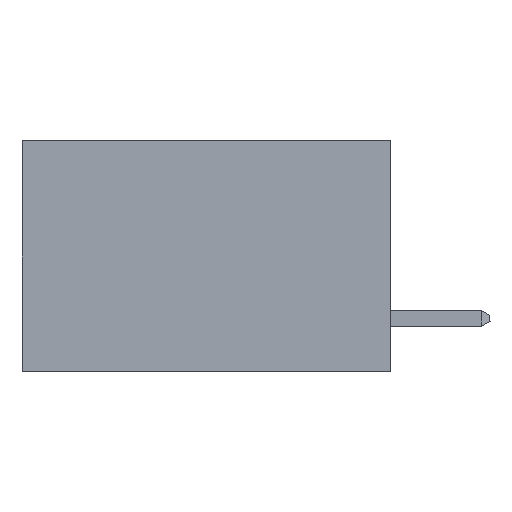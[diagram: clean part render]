
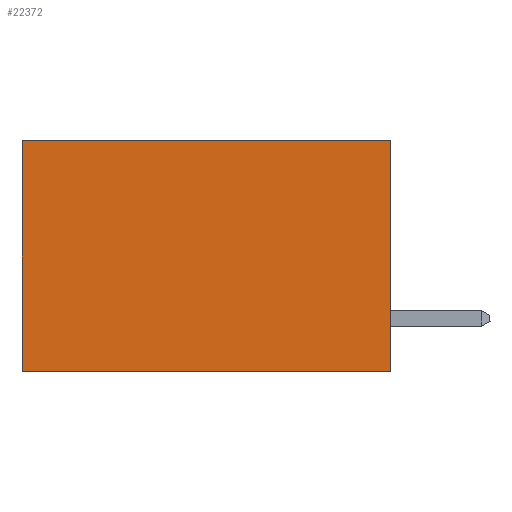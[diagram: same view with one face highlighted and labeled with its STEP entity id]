
A CAD part, left-side view. The second image highlights one B-rep face of the part: STEP entity #22372.
In plain terms, the highlighted planar face has unit normal (-1, 0, 0).
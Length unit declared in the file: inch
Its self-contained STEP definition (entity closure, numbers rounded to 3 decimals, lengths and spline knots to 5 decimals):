
#541 = FACE_OUTER_BOUND ( 'NONE', #3889, .T. ) ;
#2810 = ORIENTED_EDGE ( 'NONE', *, *, #15722, .T. ) ;
#3889 = EDGE_LOOP ( 'NONE', ( #2810, #21252, #10315, #28551 ) ) ;
#3999 = CARTESIAN_POINT ( 'NONE',  ( 0.277, 0.59, 0. ) ) ;
#4067 = CARTESIAN_POINT ( 'NONE',  ( 0.277, 0.59, -0.37 ) ) ;
#5159 = LINE ( 'NONE', #13344, #32155 ) ;
#10315 = ORIENTED_EDGE ( 'NONE', *, *, #31022, .F. ) ;
#10672 = DIRECTION ( 'NONE',  ( 0., 1., 0. ) ) ;
#11409 = VECTOR ( 'NONE', #28876, 39.37008 ) ;
#12092 = EDGE_CURVE ( 'NONE', #25173, #29610, #19067, .T. ) ;
#13344 = CARTESIAN_POINT ( 'NONE',  ( 0.277, 0.59, -0.37 ) ) ;
#15292 = PLANE ( 'NONE',  #21342 ) ;
#15412 = DIRECTION ( 'NONE',  ( 1., 0., 0. ) ) ;
#15722 = EDGE_CURVE ( 'NONE', #29610, #28482, #5159, .T. ) ;
#17173 = LINE ( 'NONE', #23442, #23161 ) ;
#19067 = LINE ( 'NONE', #26342, #11409 ) ;
#21252 = ORIENTED_EDGE ( 'NONE', *, *, #30703, .F. ) ;
#21342 = AXIS2_PLACEMENT_3D ( 'NONE', #23009, #15412, #32977 ) ;
#22372 = ADVANCED_FACE ( 'NONE', ( #541 ), #15292, .F. ) ;
#22789 = CARTESIAN_POINT ( 'NONE',  ( 0.277, 0., -0.37 ) ) ;
#23009 = CARTESIAN_POINT ( 'NONE',  ( 0.277, 0., -0.37 ) ) ;
#23161 = VECTOR ( 'NONE', #10672, 39.37008 ) ;
#23442 = CARTESIAN_POINT ( 'NONE',  ( 0.277, 0., -0.37 ) ) ;
#23515 = DIRECTION ( 'NONE',  ( 0., 0., -1. ) ) ;
#24174 = DIRECTION ( 'NONE',  ( 0., 0., -1. ) ) ;
#25173 = VERTEX_POINT ( 'NONE', #27246 ) ;
#25506 = VECTOR ( 'NONE', #24174, 39.37008 ) ;
#26342 = CARTESIAN_POINT ( 'NONE',  ( 0.277, 0., 0. ) ) ;
#26693 = CARTESIAN_POINT ( 'NONE',  ( 0.277, 0., -0.37 ) ) ;
#27246 = CARTESIAN_POINT ( 'NONE',  ( 0.277, 0., 0. ) ) ;
#28482 = VERTEX_POINT ( 'NONE', #4067 ) ;
#28551 = ORIENTED_EDGE ( 'NONE', *, *, #12092, .T. ) ;
#28876 = DIRECTION ( 'NONE',  ( 0., 1., 0. ) ) ;
#29610 = VERTEX_POINT ( 'NONE', #3999 ) ;
#30703 = EDGE_CURVE ( 'NONE', #31809, #28482, #17173, .T. ) ;
#31022 = EDGE_CURVE ( 'NONE', #25173, #31809, #32053, .T. ) ;
#31809 = VERTEX_POINT ( 'NONE', #22789 ) ;
#32053 = LINE ( 'NONE', #26693, #25506 ) ;
#32155 = VECTOR ( 'NONE', #23515, 39.37008 ) ;
#32977 = DIRECTION ( 'NONE',  ( 0., 0., -1. ) ) ;
